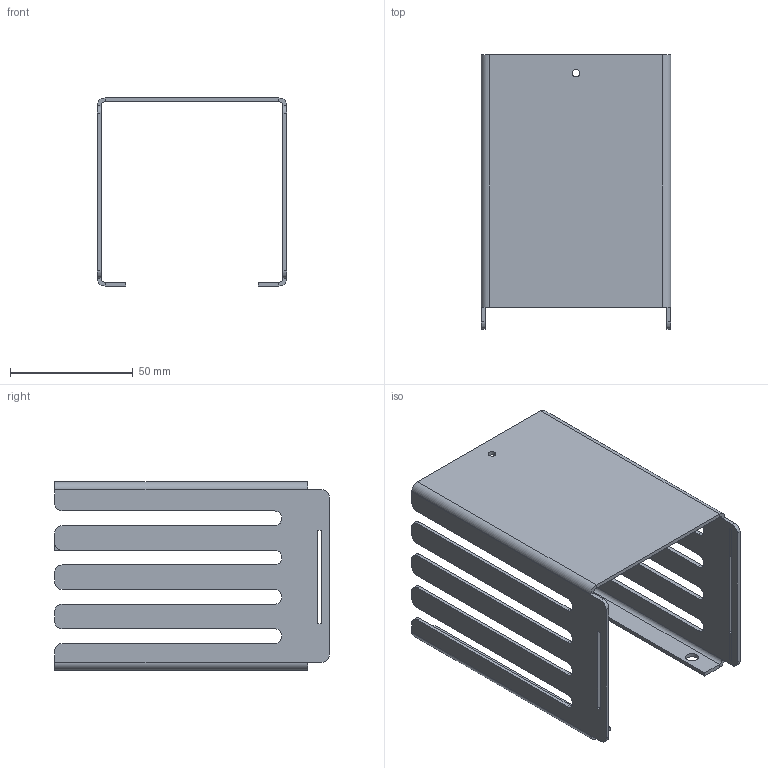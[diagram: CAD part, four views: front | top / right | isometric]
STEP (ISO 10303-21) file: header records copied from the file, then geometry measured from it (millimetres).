
FILE_DESCRIPTION(/* description */ (''),/* implementation_level */ '2;1');
FILE_NAME(/* name */ 'Cage 2 V1.step',/* time_stamp */ '2018-10-31T21:21:12-06:00',/* author */ (''),/* organization */ (''),/* preprocessor_version */ 'ST-DEVELOPER v17.2',/* originating_system */ 'Autodesk Translation Framework v7.6.0.251',/* authorisation */ '');
FILE_SCHEMA (('AUTOMOTIVE_DESIGN { 1 0 10303 214 3 1 1 }'));
Length unit declared in the file: millimetre
Products named in the file (1): Cage 2
Bounding box: 77.25 x 111.85 x 76.6 mm (x, y, z)
Volume: 34597.9 mm3; surface area: 47076.5 mm2
Topology: 1 solids, 1 shells, 114 faces, 306 edges, 194 vertices
Faces by surface type: plane 68, cylinder 46
Full cylindrical faces by diameter (mm): 3.1 x1, 5.1 x4
Entity records: 3605 total; most frequent: DIRECTION 630, CARTESIAN_POINT 615, ORIENTED_EDGE 612, EDGE_CURVE 306, LINE 212, VECTOR 212, AXIS2_PLACEMENT_3D 209, VERTEX_POINT 194
